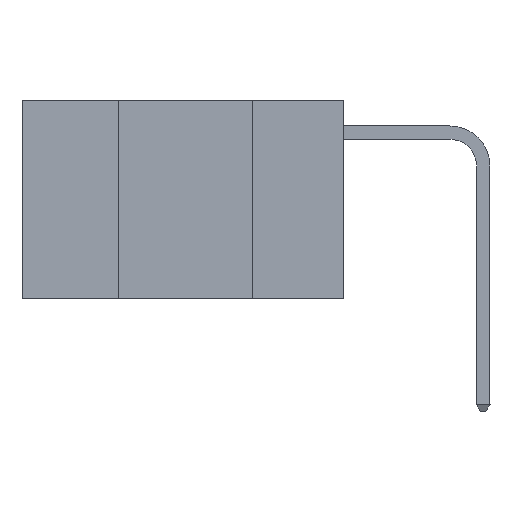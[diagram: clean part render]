
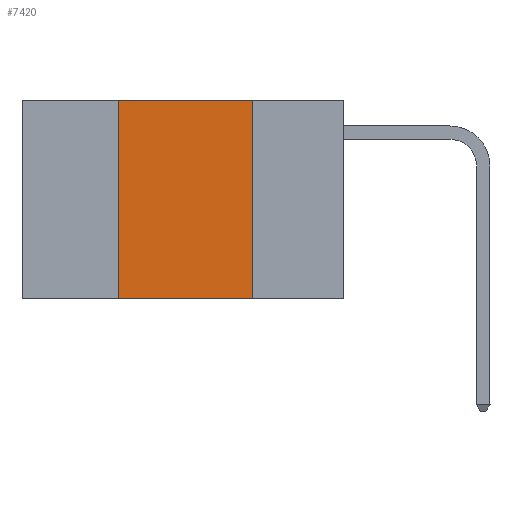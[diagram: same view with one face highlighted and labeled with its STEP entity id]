
A CAD part, left-side view. The second image highlights one B-rep face of the part: STEP entity #7420.
In plain terms, the highlighted planar face has unit normal (-1, 0, 0).
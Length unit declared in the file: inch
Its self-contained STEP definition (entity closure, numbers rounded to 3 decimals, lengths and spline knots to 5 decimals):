
#630 = LINE ( 'NONE', #3916, #12963 ) ;
#886 = EDGE_CURVE ( 'NONE', #3147, #4043, #4941, .T. ) ;
#1138 = CARTESIAN_POINT ( 'NONE',  ( 0., 0.42, -0.37 ) ) ;
#1169 = CARTESIAN_POINT ( 'NONE',  ( 0., 0.42, 0. ) ) ;
#1171 = VECTOR ( 'NONE', #11307, 39.37008 ) ;
#1415 = EDGE_CURVE ( 'NONE', #3147, #8174, #630, .T. ) ;
#1647 = LINE ( 'NONE', #3116, #1171 ) ;
#1745 = EDGE_CURVE ( 'NONE', #4049, #4043, #2052, .T. ) ;
#1913 = VECTOR ( 'NONE', #7845, 39.37008 ) ;
#2027 = EDGE_CURVE ( 'NONE', #8174, #4049, #1647, .T. ) ;
#2052 = LINE ( 'NONE', #12790, #1913 ) ;
#3109 = ORIENTED_EDGE ( 'NONE', *, *, #2027, .F. ) ;
#3115 = DIRECTION ( 'NONE',  ( 1., 0., 0. ) ) ;
#3116 = CARTESIAN_POINT ( 'NONE',  ( 0., 0.6, 0. ) ) ;
#3147 = VERTEX_POINT ( 'NONE', #1138 ) ;
#3916 = CARTESIAN_POINT ( 'NONE',  ( 0., 0.42, 0. ) ) ;
#4043 = VERTEX_POINT ( 'NONE', #14140 ) ;
#4049 = VERTEX_POINT ( 'NONE', #13081 ) ;
#4609 = EDGE_LOOP ( 'NONE', ( #7261, #3109, #4714, #4939 ) ) ;
#4714 = ORIENTED_EDGE ( 'NONE', *, *, #1415, .F. ) ;
#4939 = ORIENTED_EDGE ( 'NONE', *, *, #886, .T. ) ;
#4941 = LINE ( 'NONE', #7071, #5566 ) ;
#5566 = VECTOR ( 'NONE', #8765, 39.37008 ) ;
#6107 = FACE_OUTER_BOUND ( 'NONE', #4609, .T. ) ;
#7071 = CARTESIAN_POINT ( 'NONE',  ( 0., 0.6, -0.37 ) ) ;
#7261 = ORIENTED_EDGE ( 'NONE', *, *, #1745, .F. ) ;
#7420 = ADVANCED_FACE ( 'NONE', ( #6107 ), #7775, .F. ) ;
#7775 = PLANE ( 'NONE',  #9719 ) ;
#7845 = DIRECTION ( 'NONE',  ( 0., 0., -1. ) ) ;
#8174 = VERTEX_POINT ( 'NONE', #1169 ) ;
#8765 = DIRECTION ( 'NONE',  ( 0., -1., 0. ) ) ;
#9719 = AXIS2_PLACEMENT_3D ( 'NONE', #13080, #3115, #11115 ) ;
#11115 = DIRECTION ( 'NONE',  ( 0., 0., -1. ) ) ;
#11307 = DIRECTION ( 'NONE',  ( 0., -1., 0. ) ) ;
#11754 = DIRECTION ( 'NONE',  ( 0., 0., 1. ) ) ;
#12790 = CARTESIAN_POINT ( 'NONE',  ( 0., 0.17, 0. ) ) ;
#12963 = VECTOR ( 'NONE', #11754, 39.37008 ) ;
#13080 = CARTESIAN_POINT ( 'NONE',  ( 0., 0.6, 0. ) ) ;
#13081 = CARTESIAN_POINT ( 'NONE',  ( 0., 0.17, 0. ) ) ;
#14140 = CARTESIAN_POINT ( 'NONE',  ( 0., 0.17, -0.37 ) ) ;
